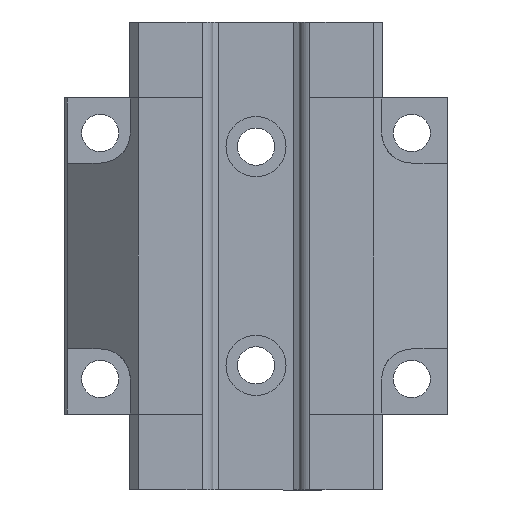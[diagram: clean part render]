
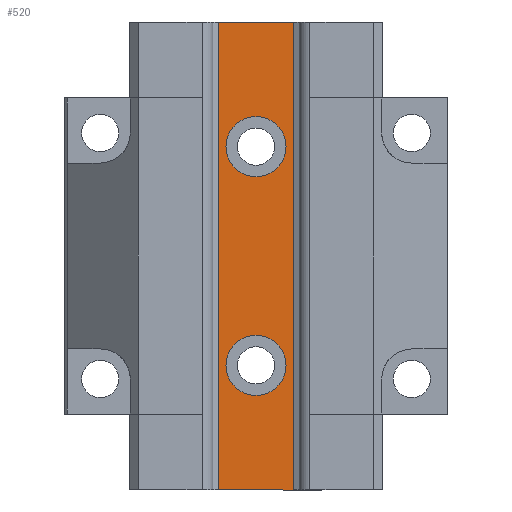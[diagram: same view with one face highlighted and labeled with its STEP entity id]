
A CAD part, front view. The second image highlights one B-rep face of the part: STEP entity #520.
In plain terms, the highlighted planar face has unit normal (0, -1, 0).
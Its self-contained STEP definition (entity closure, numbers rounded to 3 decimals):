
#520 = ADVANCED_FACE ( 'NONE', ( #4437, #4436, #4441 ), #5704, .F. ) ;
#1414 = EDGE_CURVE ( 'NONE', #10459, #10813, #9848, .T. ) ;
#1432 = EDGE_CURVE ( 'NONE', #10812, #10459, #9871, .T. ) ;
#1434 = EDGE_CURVE ( 'NONE', #10813, #10418, #9889, .T. ) ;
#1435 = EDGE_CURVE ( 'NONE', #10418, #10812, #9875, .T. ) ;
#1437 = EDGE_CURVE ( 'NONE', #10384, #10384, #9895, .T. ) ;
#1438 = EDGE_CURVE ( 'NONE', #10386, #10386, #9897, .T. ) ;
#1650 = AXIS2_PLACEMENT_3D ( 'NONE', #5715, #5716, #5717 ) ;
#3147 = ORIENTED_EDGE ( 'NONE', *, *, #1438, .F. ) ;
#3148 = ORIENTED_EDGE ( 'NONE', *, *, #1437, .F. ) ;
#3149 = ORIENTED_EDGE ( 'NONE', *, *, #1435, .F. ) ;
#3150 = ORIENTED_EDGE ( 'NONE', *, *, #1434, .F. ) ;
#3151 = ORIENTED_EDGE ( 'NONE', *, *, #1414, .F. ) ;
#3152 = ORIENTED_EDGE ( 'NONE', *, *, #1432, .F. ) ;
#3890 = EDGE_LOOP ( 'NONE', ( #3147 ) ) ;
#3915 = EDGE_LOOP ( 'NONE', ( #3149, #3150, #3151, #3152 ) ) ;
#3916 = EDGE_LOOP ( 'NONE', ( #3148 ) ) ;
#4436 = FACE_BOUND ( 'NONE', #3916, .T. ) ;
#4437 = FACE_BOUND ( 'NONE', #3890, .T. ) ;
#4441 = FACE_OUTER_BOUND ( 'NONE', #3915, .T. ) ;
#5704 = PLANE ( 'NONE',  #1650 ) ;
#5715 = CARTESIAN_POINT ( 'NONE',  ( 10.041, -11.45, 51.36 ) ) ;
#5716 = DIRECTION ( 'NONE',  ( 0., 1., 0. ) ) ;
#5717 = DIRECTION ( 'NONE',  ( 0., 0., 1. ) ) ;
#9289 = CARTESIAN_POINT ( 'NONE',  ( 10.041, -11.45, 42.8 ) ) ;
#9290 = DIRECTION ( 'NONE',  ( 1., 0., 0. ) ) ;
#9329 = CARTESIAN_POINT ( 'NONE',  ( -10.041, -11.45, 51.36 ) ) ;
#9330 = DIRECTION ( 'NONE',  ( 0., 0., 1. ) ) ;
#9331 = CARTESIAN_POINT ( 'NONE',  ( 10.041, -11.45, -42.8 ) ) ;
#9333 = CARTESIAN_POINT ( 'NONE',  ( 0., -11.45, -20. ) ) ;
#9334 = CARTESIAN_POINT ( 'NONE',  ( 10.041, -11.45, 51.36 ) ) ;
#9335 = DIRECTION ( 'NONE',  ( 0., 0., -1. ) ) ;
#9336 = CARTESIAN_POINT ( 'NONE',  ( 0., -11.45, 20. ) ) ;
#9337 = DIRECTION ( 'NONE',  ( -1., 0., 0. ) ) ;
#9340 = DIRECTION ( 'NONE',  ( 0., -1., 0. ) ) ;
#9341 = DIRECTION ( 'NONE',  ( 0., 0., 1. ) ) ;
#9342 = DIRECTION ( 'NONE',  ( 0., -1., 0. ) ) ;
#9343 = DIRECTION ( 'NONE',  ( 0., 0., 1. ) ) ;
#9535 = CARTESIAN_POINT ( 'NONE',  ( 10.041, -11.45, -42.8 ) ) ;
#9576 = CARTESIAN_POINT ( 'NONE',  ( -10.041, -11.45, 42.8 ) ) ;
#9848 = LINE ( 'NONE', #9289, #9849 ) ;
#9849 = VECTOR ( 'NONE', #9290, 1000. ) ;
#9871 = LINE ( 'NONE', #9329, #9886 ) ;
#9875 = LINE ( 'NONE', #9331, #9891 ) ;
#9886 = VECTOR ( 'NONE', #9330, 1000. ) ;
#9889 = LINE ( 'NONE', #9334, #9890 ) ;
#9890 = VECTOR ( 'NONE', #9335, 1000. ) ;
#9891 = VECTOR ( 'NONE', #9337, 1000. ) ;
#9895 = CIRCLE ( 'NONE', #10051, 5.5 ) ;
#9897 = CIRCLE ( 'NONE', #10052, 5.5 ) ;
#10051 = AXIS2_PLACEMENT_3D ( 'NONE', #9336, #9340, #9341 ) ;
#10052 = AXIS2_PLACEMENT_3D ( 'NONE', #9333, #9342, #9343 ) ;
#10306 = CARTESIAN_POINT ( 'NONE',  ( -10.041, -11.45, -42.8 ) ) ;
#10307 = CARTESIAN_POINT ( 'NONE',  ( 10.041, -11.45, 42.8 ) ) ;
#10384 = VERTEX_POINT ( 'NONE', #10385 ) ;
#10385 = CARTESIAN_POINT ( 'NONE',  ( 0., -11.45, 25.5 ) ) ;
#10386 = VERTEX_POINT ( 'NONE', #10387 ) ;
#10387 = CARTESIAN_POINT ( 'NONE',  ( 0., -11.45, -14.5 ) ) ;
#10418 = VERTEX_POINT ( 'NONE', #9535 ) ;
#10459 = VERTEX_POINT ( 'NONE', #9576 ) ;
#10812 = VERTEX_POINT ( 'NONE', #10306 ) ;
#10813 = VERTEX_POINT ( 'NONE', #10307 ) ;
